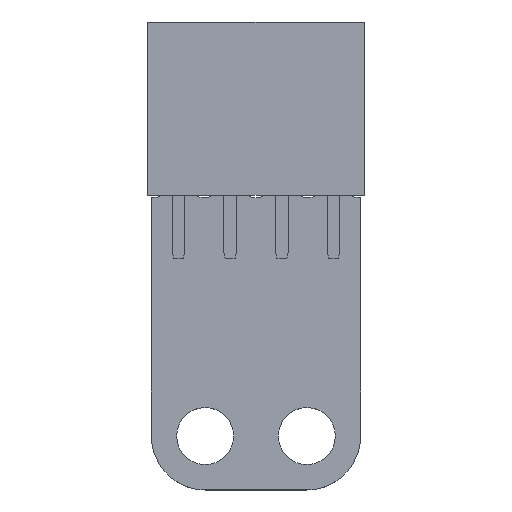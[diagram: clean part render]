
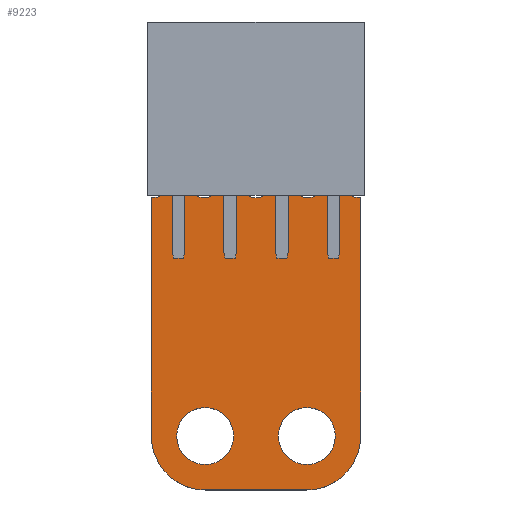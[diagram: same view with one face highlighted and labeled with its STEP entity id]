
A CAD part, top view. The second image highlights one B-rep face of the part: STEP entity #9223.
In plain terms, the highlighted planar face has unit normal (0, 0, 1).
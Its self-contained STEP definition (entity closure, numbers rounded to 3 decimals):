
#8956 = VERTEX_POINT('',#8957);
#8957 = CARTESIAN_POINT('',(5.15,-12.35,1.6));
#8963 = EDGE_CURVE('',#8956,#8964,#8966,.T.);
#8964 = VERTEX_POINT('',#8965);
#8965 = CARTESIAN_POINT('',(2.5,-15.,1.6));
#8966 = CIRCLE('',#8967,2.65);
#8967 = AXIS2_PLACEMENT_3D('',#8968,#8969,#8970);
#8968 = CARTESIAN_POINT('',(2.5,-12.35,1.6));
#8969 = DIRECTION('',(0.,0.,-1.));
#8970 = DIRECTION('',(1.,0.,0.));
#9004 = VERTEX_POINT('',#9005);
#9005 = CARTESIAN_POINT('',(5.15,-0.631,1.6));
#9011 = EDGE_CURVE('',#9004,#8956,#9012,.T.);
#9012 = LINE('',#9013,#9014);
#9013 = CARTESIAN_POINT('',(5.15,0.,1.6));
#9014 = VECTOR('',#9015,1.);
#9015 = DIRECTION('',(0.,-1.,0.));
#9027 = EDGE_CURVE('',#8964,#9028,#9030,.T.);
#9028 = VERTEX_POINT('',#9029);
#9029 = CARTESIAN_POINT('',(-2.5,-15.,1.6));
#9030 = LINE('',#9031,#9032);
#9031 = CARTESIAN_POINT('',(2.5,-15.,1.6));
#9032 = VECTOR('',#9033,1.);
#9033 = DIRECTION('',(-1.,0.,0.));
#9223 = ADVANCED_FACE('',(#9224,#9366,#9377),#9388,.T.);
#9224 = FACE_BOUND('',#9225,.T.);
#9225 = EDGE_LOOP('',(#9226,#9227,#9228,#9237,#9246,#9254,#9263,#9272,
    #9280,#9289,#9298,#9306,#9315,#9324,#9332,#9341,#9350,#9358,#9365));
#9226 = ORIENTED_EDGE('',*,*,#8963,.F.);
#9227 = ORIENTED_EDGE('',*,*,#9011,.F.);
#9228 = ORIENTED_EDGE('',*,*,#9229,.T.);
#9229 = EDGE_CURVE('',#9004,#9230,#9232,.T.);
#9230 = VERTEX_POINT('',#9231);
#9231 = CARTESIAN_POINT('',(5.08,-0.635,1.6));
#9232 = CIRCLE('',#9233,0.635);
#9233 = AXIS2_PLACEMENT_3D('',#9234,#9235,#9236);
#9234 = CARTESIAN_POINT('',(5.08,0.,1.6));
#9235 = DIRECTION('',(-0.,0.,-1.));
#9236 = DIRECTION('',(-0.,-1.,0.));
#9237 = ORIENTED_EDGE('',*,*,#9238,.T.);
#9238 = EDGE_CURVE('',#9230,#9239,#9241,.T.);
#9239 = VERTEX_POINT('',#9240);
#9240 = CARTESIAN_POINT('',(4.445,0.,1.6));
#9241 = CIRCLE('',#9242,0.635);
#9242 = AXIS2_PLACEMENT_3D('',#9243,#9244,#9245);
#9243 = CARTESIAN_POINT('',(5.08,0.,1.6));
#9244 = DIRECTION('',(-0.,0.,-1.));
#9245 = DIRECTION('',(-0.,-1.,0.));
#9246 = ORIENTED_EDGE('',*,*,#9247,.F.);
#9247 = EDGE_CURVE('',#9248,#9239,#9250,.T.);
#9248 = VERTEX_POINT('',#9249);
#9249 = CARTESIAN_POINT('',(3.175,0.,1.6));
#9250 = LINE('',#9251,#9252);
#9251 = CARTESIAN_POINT('',(-5.15,0.,1.6));
#9252 = VECTOR('',#9253,1.);
#9253 = DIRECTION('',(1.,0.,0.));
#9254 = ORIENTED_EDGE('',*,*,#9255,.T.);
#9255 = EDGE_CURVE('',#9248,#9256,#9258,.T.);
#9256 = VERTEX_POINT('',#9257);
#9257 = CARTESIAN_POINT('',(2.54,-0.635,1.6));
#9258 = CIRCLE('',#9259,0.635);
#9259 = AXIS2_PLACEMENT_3D('',#9260,#9261,#9262);
#9260 = CARTESIAN_POINT('',(2.54,0.,1.6));
#9261 = DIRECTION('',(-0.,0.,-1.));
#9262 = DIRECTION('',(-0.,-1.,0.));
#9263 = ORIENTED_EDGE('',*,*,#9264,.T.);
#9264 = EDGE_CURVE('',#9256,#9265,#9267,.T.);
#9265 = VERTEX_POINT('',#9266);
#9266 = CARTESIAN_POINT('',(1.905,0.,1.6));
#9267 = CIRCLE('',#9268,0.635);
#9268 = AXIS2_PLACEMENT_3D('',#9269,#9270,#9271);
#9269 = CARTESIAN_POINT('',(2.54,0.,1.6));
#9270 = DIRECTION('',(-0.,0.,-1.));
#9271 = DIRECTION('',(-0.,-1.,0.));
#9272 = ORIENTED_EDGE('',*,*,#9273,.F.);
#9273 = EDGE_CURVE('',#9274,#9265,#9276,.T.);
#9274 = VERTEX_POINT('',#9275);
#9275 = CARTESIAN_POINT('',(0.635,0.,1.6));
#9276 = LINE('',#9277,#9278);
#9277 = CARTESIAN_POINT('',(-5.15,0.,1.6));
#9278 = VECTOR('',#9279,1.);
#9279 = DIRECTION('',(1.,0.,0.));
#9280 = ORIENTED_EDGE('',*,*,#9281,.T.);
#9281 = EDGE_CURVE('',#9274,#9282,#9284,.T.);
#9282 = VERTEX_POINT('',#9283);
#9283 = CARTESIAN_POINT('',(0.,-0.635,1.6));
#9284 = CIRCLE('',#9285,0.635);
#9285 = AXIS2_PLACEMENT_3D('',#9286,#9287,#9288);
#9286 = CARTESIAN_POINT('',(0.,0.,1.6)
  );
#9287 = DIRECTION('',(-0.,0.,-1.));
#9288 = DIRECTION('',(0.,-1.,-0.));
#9289 = ORIENTED_EDGE('',*,*,#9290,.T.);
#9290 = EDGE_CURVE('',#9282,#9291,#9293,.T.);
#9291 = VERTEX_POINT('',#9292);
#9292 = CARTESIAN_POINT('',(-0.635,0.,1.6));
#9293 = CIRCLE('',#9294,0.635);
#9294 = AXIS2_PLACEMENT_3D('',#9295,#9296,#9297);
#9295 = CARTESIAN_POINT('',(0.,0.,1.6)
  );
#9296 = DIRECTION('',(-0.,0.,-1.));
#9297 = DIRECTION('',(0.,-1.,-0.));
#9298 = ORIENTED_EDGE('',*,*,#9299,.F.);
#9299 = EDGE_CURVE('',#9300,#9291,#9302,.T.);
#9300 = VERTEX_POINT('',#9301);
#9301 = CARTESIAN_POINT('',(-1.905,0.,1.6));
#9302 = LINE('',#9303,#9304);
#9303 = CARTESIAN_POINT('',(-5.15,0.,1.6));
#9304 = VECTOR('',#9305,1.);
#9305 = DIRECTION('',(1.,0.,0.));
#9306 = ORIENTED_EDGE('',*,*,#9307,.T.);
#9307 = EDGE_CURVE('',#9300,#9308,#9310,.T.);
#9308 = VERTEX_POINT('',#9309);
#9309 = CARTESIAN_POINT('',(-2.54,-0.635,1.6));
#9310 = CIRCLE('',#9311,0.635);
#9311 = AXIS2_PLACEMENT_3D('',#9312,#9313,#9314);
#9312 = CARTESIAN_POINT('',(-2.54,0.,1.6));
#9313 = DIRECTION('',(-0.,0.,-1.));
#9314 = DIRECTION('',(-0.,-1.,0.));
#9315 = ORIENTED_EDGE('',*,*,#9316,.T.);
#9316 = EDGE_CURVE('',#9308,#9317,#9319,.T.);
#9317 = VERTEX_POINT('',#9318);
#9318 = CARTESIAN_POINT('',(-3.175,0.,1.6));
#9319 = CIRCLE('',#9320,0.635);
#9320 = AXIS2_PLACEMENT_3D('',#9321,#9322,#9323);
#9321 = CARTESIAN_POINT('',(-2.54,0.,1.6));
#9322 = DIRECTION('',(-0.,0.,-1.));
#9323 = DIRECTION('',(-0.,-1.,0.));
#9324 = ORIENTED_EDGE('',*,*,#9325,.F.);
#9325 = EDGE_CURVE('',#9326,#9317,#9328,.T.);
#9326 = VERTEX_POINT('',#9327);
#9327 = CARTESIAN_POINT('',(-4.445,0.,1.6));
#9328 = LINE('',#9329,#9330);
#9329 = CARTESIAN_POINT('',(-5.15,0.,1.6));
#9330 = VECTOR('',#9331,1.);
#9331 = DIRECTION('',(1.,0.,0.));
#9332 = ORIENTED_EDGE('',*,*,#9333,.T.);
#9333 = EDGE_CURVE('',#9326,#9334,#9336,.T.);
#9334 = VERTEX_POINT('',#9335);
#9335 = CARTESIAN_POINT('',(-5.08,-0.635,1.6));
#9336 = CIRCLE('',#9337,0.635);
#9337 = AXIS2_PLACEMENT_3D('',#9338,#9339,#9340);
#9338 = CARTESIAN_POINT('',(-5.08,0.,1.6));
#9339 = DIRECTION('',(-0.,0.,-1.));
#9340 = DIRECTION('',(-0.,-1.,0.));
#9341 = ORIENTED_EDGE('',*,*,#9342,.T.);
#9342 = EDGE_CURVE('',#9334,#9343,#9345,.T.);
#9343 = VERTEX_POINT('',#9344);
#9344 = CARTESIAN_POINT('',(-5.15,-0.631,1.6));
#9345 = CIRCLE('',#9346,0.635);
#9346 = AXIS2_PLACEMENT_3D('',#9347,#9348,#9349);
#9347 = CARTESIAN_POINT('',(-5.08,0.,1.6));
#9348 = DIRECTION('',(-0.,0.,-1.));
#9349 = DIRECTION('',(-0.,-1.,0.));
#9350 = ORIENTED_EDGE('',*,*,#9351,.F.);
#9351 = EDGE_CURVE('',#9352,#9343,#9354,.T.);
#9352 = VERTEX_POINT('',#9353);
#9353 = CARTESIAN_POINT('',(-5.15,-12.35,1.6));
#9354 = LINE('',#9355,#9356);
#9355 = CARTESIAN_POINT('',(-5.15,-12.35,1.6));
#9356 = VECTOR('',#9357,1.);
#9357 = DIRECTION('',(0.,1.,0.));
#9358 = ORIENTED_EDGE('',*,*,#9359,.F.);
#9359 = EDGE_CURVE('',#9028,#9352,#9360,.T.);
#9360 = CIRCLE('',#9361,2.65);
#9361 = AXIS2_PLACEMENT_3D('',#9362,#9363,#9364);
#9362 = CARTESIAN_POINT('',(-2.5,-12.35,1.6));
#9363 = DIRECTION('',(0.,0.,-1.));
#9364 = DIRECTION('',(0.,-1.,0.));
#9365 = ORIENTED_EDGE('',*,*,#9027,.F.);
#9366 = FACE_BOUND('',#9367,.T.);
#9367 = EDGE_LOOP('',(#9368));
#9368 = ORIENTED_EDGE('',*,*,#9369,.T.);
#9369 = EDGE_CURVE('',#9370,#9370,#9372,.T.);
#9370 = VERTEX_POINT('',#9371);
#9371 = CARTESIAN_POINT('',(-2.5,-13.75,1.6));
#9372 = CIRCLE('',#9373,1.4);
#9373 = AXIS2_PLACEMENT_3D('',#9374,#9375,#9376);
#9374 = CARTESIAN_POINT('',(-2.5,-12.35,1.6));
#9375 = DIRECTION('',(-0.,0.,-1.));
#9376 = DIRECTION('',(-0.,-1.,0.));
#9377 = FACE_BOUND('',#9378,.T.);
#9378 = EDGE_LOOP('',(#9379));
#9379 = ORIENTED_EDGE('',*,*,#9380,.T.);
#9380 = EDGE_CURVE('',#9381,#9381,#9383,.T.);
#9381 = VERTEX_POINT('',#9382);
#9382 = CARTESIAN_POINT('',(2.5,-13.75,1.6));
#9383 = CIRCLE('',#9384,1.4);
#9384 = AXIS2_PLACEMENT_3D('',#9385,#9386,#9387);
#9385 = CARTESIAN_POINT('',(2.5,-12.35,1.6));
#9386 = DIRECTION('',(-0.,0.,-1.));
#9387 = DIRECTION('',(-0.,-1.,0.));
#9388 = PLANE('',#9389);
#9389 = AXIS2_PLACEMENT_3D('',#9390,#9391,#9392);
#9390 = CARTESIAN_POINT('',(0.,0.,1.6));
#9391 = DIRECTION('',(0.,0.,1.));
#9392 = DIRECTION('',(1.,0.,-0.));
